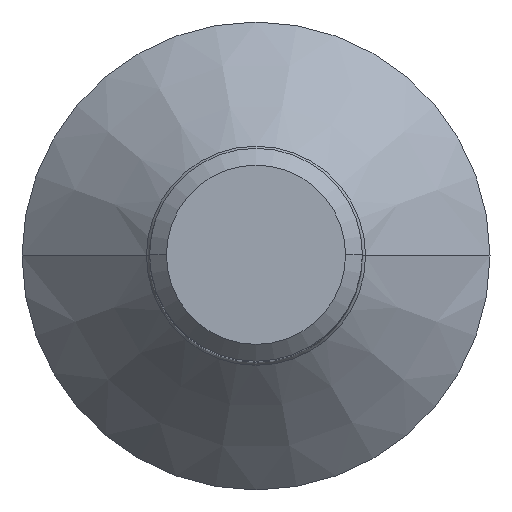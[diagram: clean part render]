
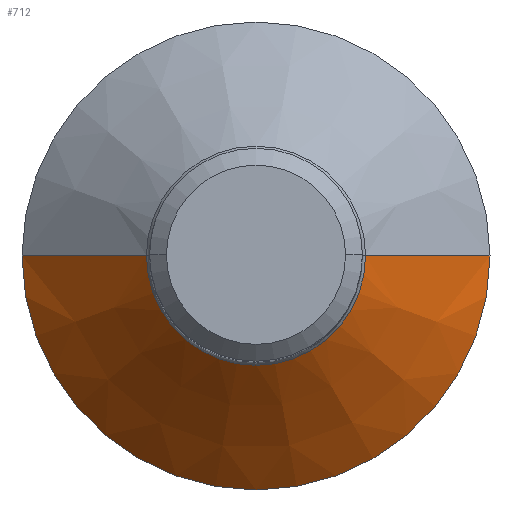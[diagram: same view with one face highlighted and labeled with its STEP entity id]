
A CAD part, top view. The second image highlights one B-rep face of the part: STEP entity #712.
In plain terms, the highlighted conical face has half-angle 45 degrees and reference radius 13.191 mm.
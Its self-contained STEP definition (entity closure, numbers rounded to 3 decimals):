
#46 = CARTESIAN_POINT ( 'NONE',  ( -6.176, 0., 7.016 ) ) ;
#59 = DIRECTION ( 'NONE',  ( 0., 0., 1. ) ) ;
#63 = CONICAL_SURFACE ( 'NONE', #662, 13.191, 0.785 ) ;
#83 = EDGE_CURVE ( 'NONE', #390, #641, #471, .T. ) ;
#93 = ORIENTED_EDGE ( 'NONE', *, *, #731, .F. ) ;
#126 = DIRECTION ( 'NONE',  ( 1., 0., 0. ) ) ;
#162 = ORIENTED_EDGE ( 'NONE', *, *, #380, .T. ) ;
#190 = EDGE_LOOP ( 'NONE', ( #93, #725, #162, #206 ) ) ;
#206 = ORIENTED_EDGE ( 'NONE', *, *, #780, .T. ) ;
#245 = CARTESIAN_POINT ( 'NONE',  ( 6.176, 0., 7.016 ) ) ;
#266 = DIRECTION ( 'NONE',  ( -1., 0., 0. ) ) ;
#332 = CARTESIAN_POINT ( 'NONE',  ( 0., 0., 7.016 ) ) ;
#380 = EDGE_CURVE ( 'NONE', #641, #503, #566, .T. ) ;
#390 = VERTEX_POINT ( 'NONE', #245 ) ;
#415 = VECTOR ( 'NONE', #828, 1000. ) ;
#443 = CIRCLE ( 'NONE', #734, 13.191 ) ;
#464 = CARTESIAN_POINT ( 'NONE',  ( 13.191, 0., 0. ) ) ;
#471 = CIRCLE ( 'NONE', #667, 6.176 ) ;
#477 = FACE_OUTER_BOUND ( 'NONE', #190, .T. ) ;
#503 = VERTEX_POINT ( 'NONE', #691 ) ;
#538 = VERTEX_POINT ( 'NONE', #564 ) ;
#564 = CARTESIAN_POINT ( 'NONE',  ( 13.191, 0., 0. ) ) ;
#566 = LINE ( 'NONE', #640, #415 ) ;
#595 = CARTESIAN_POINT ( 'NONE',  ( 0., 0., 0. ) ) ;
#600 = DIRECTION ( 'NONE',  ( 0., 0., -1. ) ) ;
#640 = CARTESIAN_POINT ( 'NONE',  ( -13.191, 0., 0. ) ) ;
#641 = VERTEX_POINT ( 'NONE', #46 ) ;
#652 = CARTESIAN_POINT ( 'NONE',  ( 0., 0., 0. ) ) ;
#662 = AXIS2_PLACEMENT_3D ( 'NONE', #652, #723, #266 ) ;
#663 = DIRECTION ( 'NONE',  ( -1., 0., 0. ) ) ;
#666 = DIRECTION ( 'NONE',  ( 0.707, 0., -0.707 ) ) ;
#667 = AXIS2_PLACEMENT_3D ( 'NONE', #332, #600, #126 ) ;
#691 = CARTESIAN_POINT ( 'NONE',  ( -13.191, 0., 0. ) ) ;
#712 = ADVANCED_FACE ( 'NONE', ( #477 ), #63, .T. ) ;
#723 = DIRECTION ( 'NONE',  ( 0., 0., -1. ) ) ;
#725 = ORIENTED_EDGE ( 'NONE', *, *, #83, .T. ) ;
#731 = EDGE_CURVE ( 'NONE', #390, #538, #804, .T. ) ;
#734 = AXIS2_PLACEMENT_3D ( 'NONE', #595, #59, #663 ) ;
#757 = VECTOR ( 'NONE', #666, 1000. ) ;
#780 = EDGE_CURVE ( 'NONE', #503, #538, #443, .T. ) ;
#804 = LINE ( 'NONE', #464, #757 ) ;
#828 = DIRECTION ( 'NONE',  ( -0.707, 0., -0.707 ) ) ;
